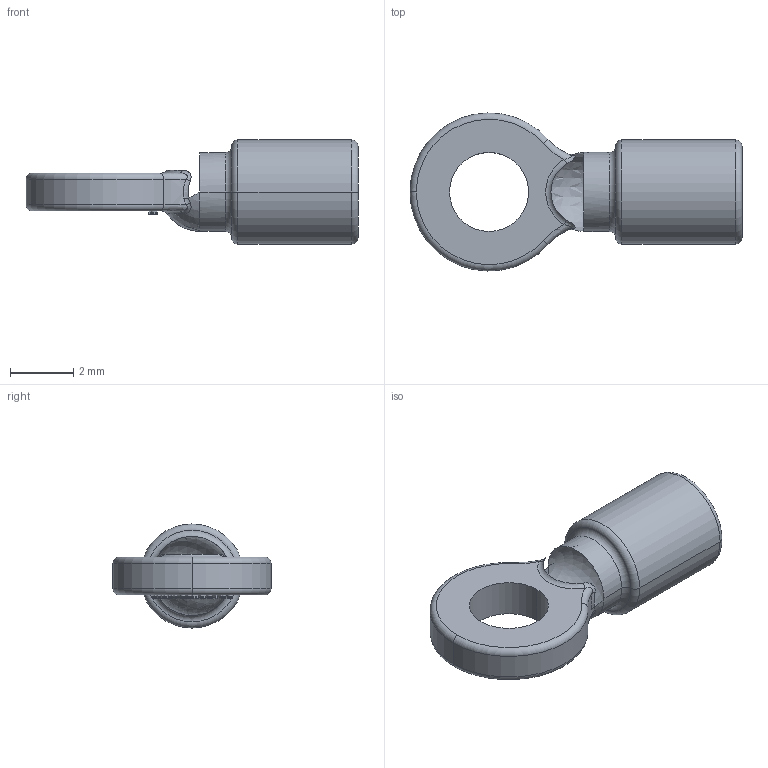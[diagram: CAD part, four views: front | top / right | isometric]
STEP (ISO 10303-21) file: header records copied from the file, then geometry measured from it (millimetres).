
FILE_DESCRIPTION(('CATIA V5 STEP Exchange'),'2;1');
FILE_NAME('piulita cu prindere.stp','2010-10-22T13:10:39+00:00',('none'),('none'),'CATIA Version 5 Release 19 SP 2 (IN-10)','CATIA V5 STEP AP203','none');
FILE_SCHEMA(('CONFIG_CONTROL_DESIGN'));
Length unit declared in the file: millimetre
Products named in the file (1): piulita cu prindere
Bounding box: 10.5 x 5 x 3.29 mm (x, y, z)
Volume: 47.5 mm3; surface area: 143.5 mm2
Topology: 1 solids, 1 shells, 342 faces, 946 edges, 617 vertices
Faces by surface type: plane 300, torus 16, cylinder 12, bspline 8, cone 4, sphere 2
Entity records: 11211 total; most frequent: CARTESIAN_POINT 2751, ORIENTED_EDGE 1880, DIRECTION 1481, EDGE_CURVE 940, VECTOR 858, LINE 858, VERTEX_POINT 617, EDGE_LOOP 361
